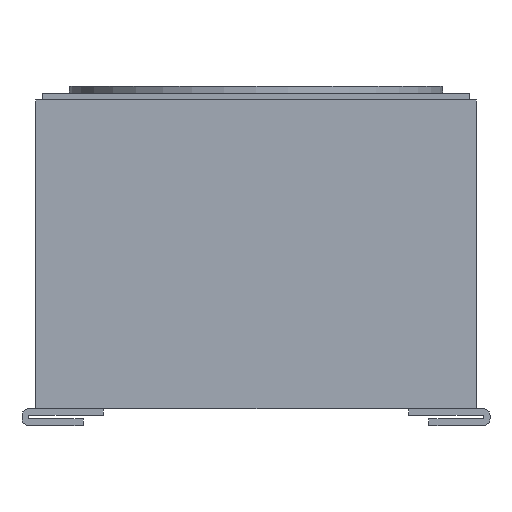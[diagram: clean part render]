
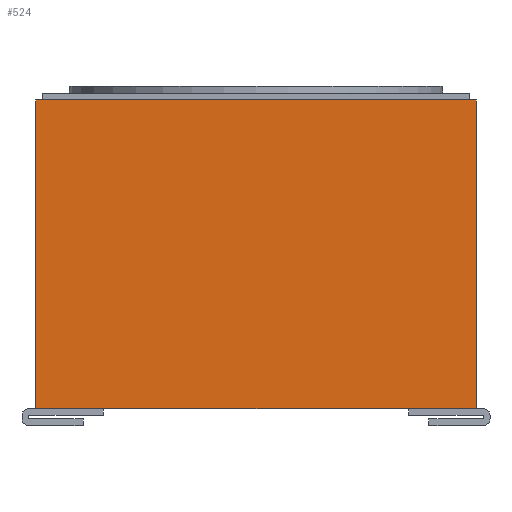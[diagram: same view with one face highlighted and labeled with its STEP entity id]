
A CAD part, front view. The second image highlights one B-rep face of the part: STEP entity #524.
In plain terms, the highlighted planar face has unit normal (0, -1, 0).
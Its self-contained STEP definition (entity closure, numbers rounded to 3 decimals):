
#461=CARTESIAN_POINT('',(3.25,-3.25,4.8));
#462=VERTEX_POINT('',#461);
#469=CARTESIAN_POINT('',(3.25,-3.25,0.25));
#470=VERTEX_POINT('',#469);
#471=CARTESIAN_POINT('',(3.25,-3.25,0.25));
#472=DIRECTION('',(0.0,0.0,1.0));
#473=VECTOR('',#472,4.55);
#474=LINE('',#471,#473);
#475=EDGE_CURVE('',#470,#462,#474,.T.);
#494=CARTESIAN_POINT('',(3.25,-3.25,0.25));
#495=DIRECTION('',(0.0,-1.0,0.0));
#496=DIRECTION('',(0.0,0.0,-1.0));
#497=AXIS2_PLACEMENT_3D('',#494,#495,#496);
#498=PLANE('',#497);
#499=CARTESIAN_POINT('',(-3.25,-3.25,4.8));
#500=VERTEX_POINT('',#499);
#501=CARTESIAN_POINT('',(3.25,-3.25,4.8));
#502=DIRECTION('',(-1.0,0.0,0.0));
#503=VECTOR('',#502,6.5);
#504=LINE('',#501,#503);
#505=EDGE_CURVE('',#462,#500,#504,.T.);
#506=ORIENTED_EDGE('',*,*,#505,.T.);
#507=CARTESIAN_POINT('',(-3.25,-3.25,0.25));
#508=VERTEX_POINT('',#507);
#509=CARTESIAN_POINT('',(-3.25,-3.25,0.25));
#510=DIRECTION('',(0.0,0.0,1.0));
#511=VECTOR('',#510,4.55);
#512=LINE('',#509,#511);
#513=EDGE_CURVE('',#508,#500,#512,.T.);
#514=ORIENTED_EDGE('',*,*,#513,.F.);
#515=CARTESIAN_POINT('',(3.25,-3.25,0.25));
#516=DIRECTION('',(-1.0,0.0,0.0));
#517=VECTOR('',#516,6.5);
#518=LINE('',#515,#517);
#519=EDGE_CURVE('',#470,#508,#518,.T.);
#520=ORIENTED_EDGE('',*,*,#519,.F.);
#521=ORIENTED_EDGE('',*,*,#475,.T.);
#522=EDGE_LOOP('',(#506,#514,#520,#521));
#523=FACE_OUTER_BOUND('',#522,.T.);
#524=ADVANCED_FACE('',(#523),#498,.T.);
